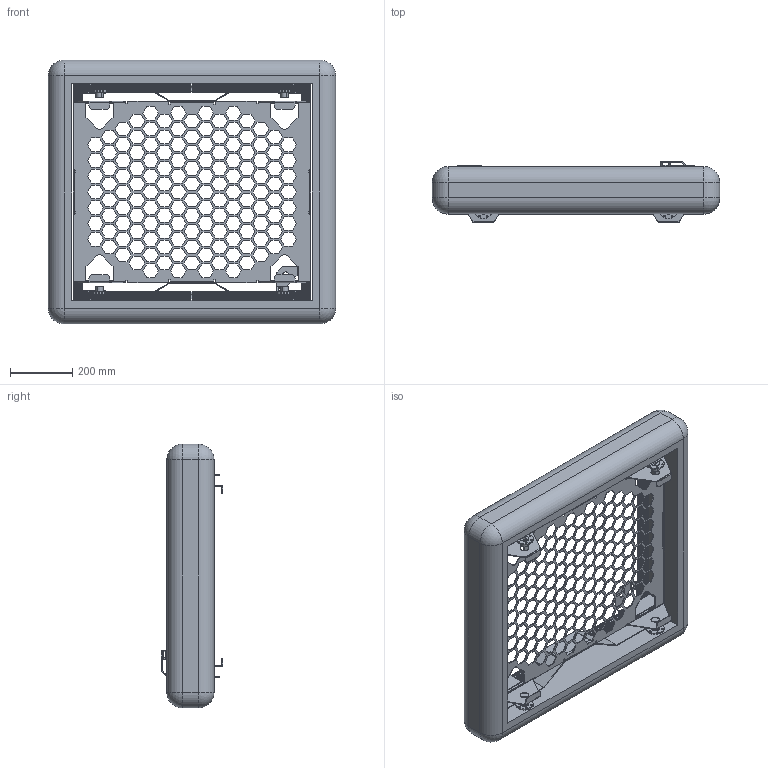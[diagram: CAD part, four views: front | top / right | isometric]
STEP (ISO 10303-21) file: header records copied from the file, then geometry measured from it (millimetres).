
FILE_DESCRIPTION (( 'STEP AP203' ), '1' );
FILE_NAME ('Chassis MK5 Render 1.STEP', '2018-01-15T17:46:33', ( '' ), ( '' ), 'SwSTEP 2.0', 'SolidWorks 2016', '' );
FILE_SCHEMA (( 'CONFIG_CONTROL_DESIGN' ));
Length unit declared in the file: inch
Products named in the file (13): Chassis MK5 Render 1; 90 degree angle mount; T-Slot (25.1in); Toughbox Nano with Hub and 6in Left Mechanum Wheel; am-0096a+500+Hex+Hub+r2; T-Slot (30in); Base Plate MK5; Side Panel; 90 degree vertical angle mount; Toughbox Nano with Hub and 6in Right Mechanum Wheel; Bumpers; Front and Back Plate; Safety Light Mount
Assembly tree (25 placements, depth 3):
  Chassis MK5 Render 1
    Base Plate MK5
    Toughbox Nano with Hub and 6in Left Mechanum Wheel  x2
      am-0096a+500+Hex+Hub+r2
    Toughbox Nano with Hub and 6in Right Mechanum Wheel  x2
      am-0096a+500+Hex+Hub+r2
    Side Panel  x2
    Bumpers
    T-Slot (30in)  x2
    Front and Back Plate  x2
    T-Slot (25.1in)  x2
    90 degree angle mount  x4
    Safety Light Mount
    90 degree vertical angle mount  x4
Bounding box: 927.1 x 198.3 x 850.9 mm (x, y, z)
Volume: 35970105.5 mm3; surface area: 3129950 mm2
Topology: 23 solids, 23 shells, 2713 faces, 7669 edges, 5006 vertices
Faces by surface type: plane 1550, cylinder 1107, cone 48, sphere 8
Entity records: 64088 total; most frequent: CARTESIAN_POINT 10803, ORIENTED_EDGE 10750, DIRECTION 10407, EDGE_CURVE 5375, LINE 4175, VECTOR 4175, VERTEX_POINT 3512, AXIS2_PLACEMENT_3D 3116
